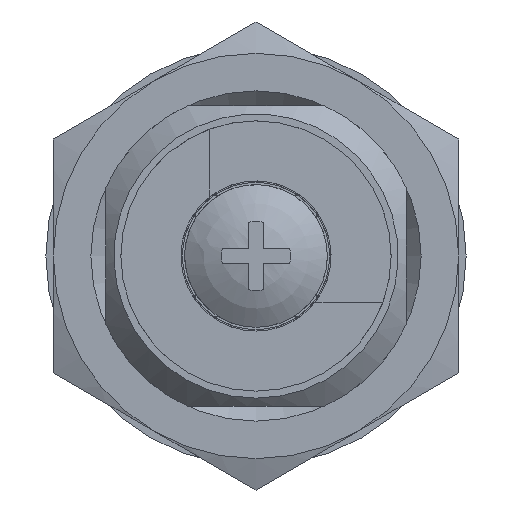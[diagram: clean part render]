
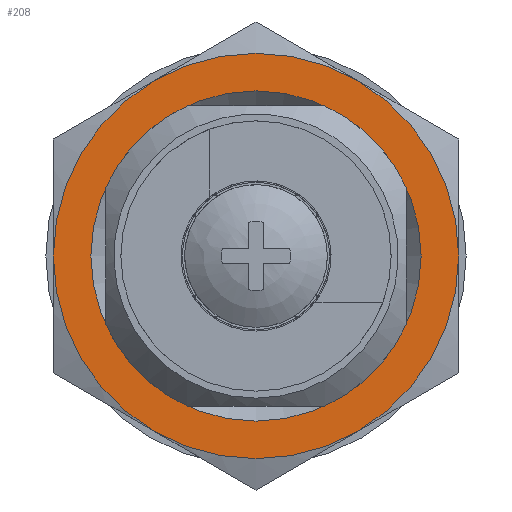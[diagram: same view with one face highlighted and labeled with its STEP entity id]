
A CAD part, front view. The second image highlights one B-rep face of the part: STEP entity #208.
In plain terms, the highlighted planar face has unit normal (0, -1, 0).
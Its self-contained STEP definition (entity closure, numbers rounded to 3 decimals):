
#208 = ADVANCED_FACE( '', ( #451, #452 ), #453, .T. );
#451 = FACE_OUTER_BOUND( '', #785, .T. );
#452 = FACE_BOUND( '', #786, .T. );
#453 = PLANE( '', #787 );
#785 = EDGE_LOOP( '', ( #1127, #1128, #1129, #1130, #1131, #1132 ) );
#786 = EDGE_LOOP( '', ( #1133 ) );
#787 = AXIS2_PLACEMENT_3D( '', #1134, #1135, #1136 );
#1127 = ORIENTED_EDGE( '', *, *, #1892, .T. );
#1128 = ORIENTED_EDGE( '', *, *, #1893, .T. );
#1129 = ORIENTED_EDGE( '', *, *, #1894, .T. );
#1130 = ORIENTED_EDGE( '', *, *, #1895, .T. );
#1131 = ORIENTED_EDGE( '', *, *, #1896, .T. );
#1132 = ORIENTED_EDGE( '', *, *, #1897, .T. );
#1133 = ORIENTED_EDGE( '', *, *, #1898, .F. );
#1134 = CARTESIAN_POINT( '', ( 11., -4.8, 0. ) );
#1135 = DIRECTION( '', ( 0., -1., 0. ) );
#1136 = DIRECTION( '', ( 0., 0., -1. ) );
#1892 = EDGE_CURVE( '', #2201, #2179, #2202, .T. );
#1893 = EDGE_CURVE( '', #2179, #2203, #2204, .T. );
#1894 = EDGE_CURVE( '', #2203, #2192, #2205, .T. );
#1895 = EDGE_CURVE( '', #2192, #2206, #2207, .T. );
#1896 = EDGE_CURVE( '', #2206, #2208, #2209, .T. );
#1897 = EDGE_CURVE( '', #2208, #2201, #2210, .T. );
#1898 = EDGE_CURVE( '', #2211, #2211, #2212, .T. );
#2179 = VERTEX_POINT( '', #2629 );
#2192 = VERTEX_POINT( '', #2664 );
#2201 = VERTEX_POINT( '', #2683 );
#2202 = CIRCLE( '', #2684, 13.5 );
#2203 = VERTEX_POINT( '', #2685 );
#2204 = CIRCLE( '', #2686, 13.5 );
#2205 = CIRCLE( '', #2687, 13.5 );
#2206 = VERTEX_POINT( '', #2688 );
#2207 = CIRCLE( '', #2689, 13.5 );
#2208 = VERTEX_POINT( '', #2690 );
#2209 = CIRCLE( '', #2691, 13.5 );
#2210 = CIRCLE( '', #2692, 13.5 );
#2211 = VERTEX_POINT( '', #2693 );
#2212 = CIRCLE( '', #2694, 11. );
#2629 = CARTESIAN_POINT( '', ( 13.5, -4.8, 0. ) );
#2664 = CARTESIAN_POINT( '', ( -6.75, -4.8, 11.691 ) );
#2683 = CARTESIAN_POINT( '', ( 6.75, -4.8, -11.691 ) );
#2684 = AXIS2_PLACEMENT_3D( '', #3293, #3294, #3295 );
#2685 = CARTESIAN_POINT( '', ( 6.75, -4.8, 11.691 ) );
#2686 = AXIS2_PLACEMENT_3D( '', #3296, #3297, #3298 );
#2687 = AXIS2_PLACEMENT_3D( '', #3299, #3300, #3301 );
#2688 = CARTESIAN_POINT( '', ( -13.5, -4.8, 0. ) );
#2689 = AXIS2_PLACEMENT_3D( '', #3302, #3303, #3304 );
#2690 = CARTESIAN_POINT( '', ( -6.75, -4.8, -11.691 ) );
#2691 = AXIS2_PLACEMENT_3D( '', #3305, #3306, #3307 );
#2692 = AXIS2_PLACEMENT_3D( '', #3308, #3309, #3310 );
#2693 = CARTESIAN_POINT( '', ( 0., -4.8, -11. ) );
#2694 = AXIS2_PLACEMENT_3D( '', #3311, #3312, #3313 );
#3293 = CARTESIAN_POINT( '', ( 0., -4.8, 0. ) );
#3294 = DIRECTION( '', ( 0., -1., 0. ) );
#3295 = DIRECTION( '', ( 0., 0., -1. ) );
#3296 = CARTESIAN_POINT( '', ( 0., -4.8, 0. ) );
#3297 = DIRECTION( '', ( 0., -1., 0. ) );
#3298 = DIRECTION( '', ( 0., 0., -1. ) );
#3299 = CARTESIAN_POINT( '', ( 0., -4.8, 0. ) );
#3300 = DIRECTION( '', ( 0., -1., 0. ) );
#3301 = DIRECTION( '', ( 0., 0., -1. ) );
#3302 = CARTESIAN_POINT( '', ( 0., -4.8, 0. ) );
#3303 = DIRECTION( '', ( 0., -1., 0. ) );
#3304 = DIRECTION( '', ( 0., 0., -1. ) );
#3305 = CARTESIAN_POINT( '', ( 0., -4.8, 0. ) );
#3306 = DIRECTION( '', ( 0., -1., 0. ) );
#3307 = DIRECTION( '', ( 0., 0., -1. ) );
#3308 = CARTESIAN_POINT( '', ( 0., -4.8, 0. ) );
#3309 = DIRECTION( '', ( 0., -1., 0. ) );
#3310 = DIRECTION( '', ( 0., 0., -1. ) );
#3311 = CARTESIAN_POINT( '', ( 0., -4.8, 0. ) );
#3312 = DIRECTION( '', ( 0., -1., 0. ) );
#3313 = DIRECTION( '', ( 0., 0., -1. ) );
